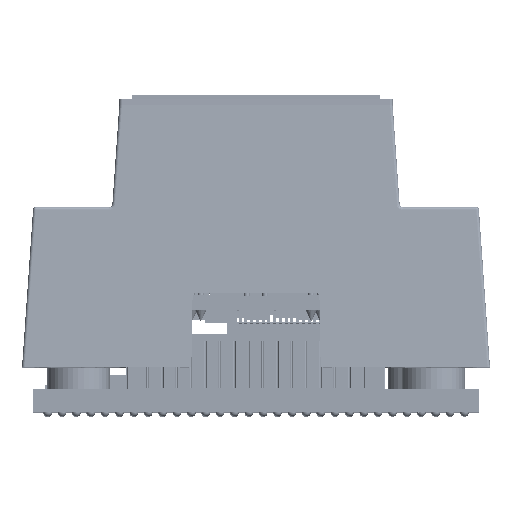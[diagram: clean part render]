
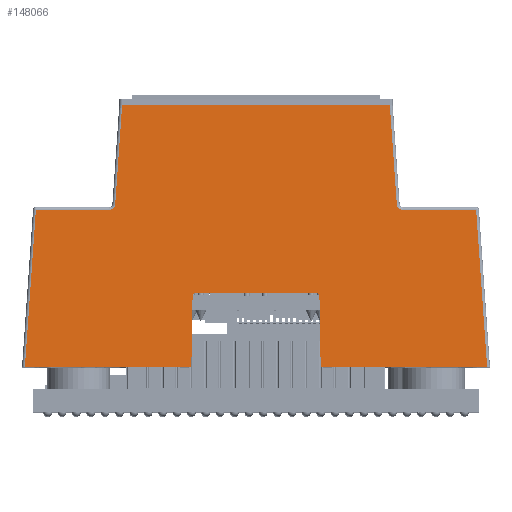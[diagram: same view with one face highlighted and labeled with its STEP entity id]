
A CAD part, top view. The second image highlights one B-rep face of the part: STEP entity #148066.
In plain terms, the highlighted planar face has unit normal (0, 0.07, 0.998).
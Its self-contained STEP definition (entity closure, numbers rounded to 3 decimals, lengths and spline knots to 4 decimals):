
#173=ELLIPSE('',#160570,0.0079,0.0079);
#174=ELLIPSE('',#160571,0.0158,0.0157);
#175=ELLIPSE('',#160572,0.0158,0.0157);
#176=ELLIPSE('',#160573,0.0079,0.0079);
#177=ELLIPSE('',#160574,0.0079,0.0079);
#178=ELLIPSE('',#160575,0.0079,0.0079);
#15967=FACE_OUTER_BOUND('',#23803,.T.);
#23803=EDGE_LOOP('',(#117652,#117653,#117654,#117655,#117656,#117657,#117658,
#117659,#117660,#117661,#117662,#117663,#117664,#117665,#117666,#117667,
#117668,#117669));
#37154=LINE('',#256726,#51018);
#37155=LINE('',#256730,#51019);
#37156=LINE('',#256732,#51020);
#37157=LINE('',#256734,#51021);
#37158=LINE('',#256738,#51022);
#37159=LINE('',#256740,#51023);
#37160=LINE('',#256742,#51024);
#37161=LINE('',#256746,#51025);
#37162=LINE('',#256748,#51026);
#37163=LINE('',#256750,#51027);
#37164=LINE('',#256754,#51028);
#37165=LINE('',#256758,#51029);
#51018=VECTOR('',#192907,0.1894);
#51019=VECTOR('',#192910,0.4482);
#51020=VECTOR('',#192911,0.4341);
#51021=VECTOR('',#192912,0.2016);
#51022=VECTOR('',#192915,0.2724);
#51023=VECTOR('',#192916,0.7333);
#51024=VECTOR('',#192917,0.2724);
#51025=VECTOR('',#192920,0.2016);
#51026=VECTOR('',#192921,0.4341);
#51027=VECTOR('',#192922,0.4482);
#51028=VECTOR('',#192925,0.1894);
#51029=VECTOR('',#192928,0.3317);
#65054=VERTEX_POINT('',#256724);
#65055=VERTEX_POINT('',#256725);
#65056=VERTEX_POINT('',#256727);
#65057=VERTEX_POINT('',#256729);
#65058=VERTEX_POINT('',#256731);
#65059=VERTEX_POINT('',#256733);
#65060=VERTEX_POINT('',#256735);
#65061=VERTEX_POINT('',#256737);
#65062=VERTEX_POINT('',#256739);
#65063=VERTEX_POINT('',#256741);
#65064=VERTEX_POINT('',#256743);
#65065=VERTEX_POINT('',#256745);
#65066=VERTEX_POINT('',#256747);
#65067=VERTEX_POINT('',#256749);
#65068=VERTEX_POINT('',#256751);
#65069=VERTEX_POINT('',#256753);
#65070=VERTEX_POINT('',#256755);
#65071=VERTEX_POINT('',#256757);
#83052=EDGE_CURVE('',#65054,#65055,#37154,.T.);
#83053=EDGE_CURVE('',#65055,#65056,#173,.T.);
#83054=EDGE_CURVE('',#65057,#65056,#37155,.T.);
#83055=EDGE_CURVE('',#65057,#65058,#37156,.T.);
#83056=EDGE_CURVE('',#65058,#65059,#37157,.F.);
#83057=EDGE_CURVE('',#65060,#65059,#174,.T.);
#83058=EDGE_CURVE('',#65060,#65061,#37158,.T.);
#83059=EDGE_CURVE('',#65061,#65062,#37159,.F.);
#83060=EDGE_CURVE('',#65062,#65063,#37160,.F.);
#83061=EDGE_CURVE('',#65064,#65063,#175,.T.);
#83062=EDGE_CURVE('',#65064,#65065,#37161,.F.);
#83063=EDGE_CURVE('',#65065,#65066,#37162,.F.);
#83064=EDGE_CURVE('',#65067,#65066,#37163,.T.);
#83065=EDGE_CURVE('',#65067,#65068,#176,.T.);
#83066=EDGE_CURVE('',#65068,#65069,#37164,.T.);
#83067=EDGE_CURVE('',#65069,#65070,#177,.F.);
#83068=EDGE_CURVE('',#65071,#65070,#37165,.T.);
#83069=EDGE_CURVE('',#65071,#65054,#178,.F.);
#117652=ORIENTED_EDGE('',*,*,#83052,.T.);
#117653=ORIENTED_EDGE('',*,*,#83053,.T.);
#117654=ORIENTED_EDGE('',*,*,#83054,.F.);
#117655=ORIENTED_EDGE('',*,*,#83055,.T.);
#117656=ORIENTED_EDGE('',*,*,#83056,.T.);
#117657=ORIENTED_EDGE('',*,*,#83057,.F.);
#117658=ORIENTED_EDGE('',*,*,#83058,.T.);
#117659=ORIENTED_EDGE('',*,*,#83059,.T.);
#117660=ORIENTED_EDGE('',*,*,#83060,.T.);
#117661=ORIENTED_EDGE('',*,*,#83061,.F.);
#117662=ORIENTED_EDGE('',*,*,#83062,.T.);
#117663=ORIENTED_EDGE('',*,*,#83063,.T.);
#117664=ORIENTED_EDGE('',*,*,#83064,.F.);
#117665=ORIENTED_EDGE('',*,*,#83065,.T.);
#117666=ORIENTED_EDGE('',*,*,#83066,.T.);
#117667=ORIENTED_EDGE('',*,*,#83067,.T.);
#117668=ORIENTED_EDGE('',*,*,#83068,.F.);
#117669=ORIENTED_EDGE('',*,*,#83069,.T.);
#132608=PLANE('',#160569);
#148066=ADVANCED_FACE('',(#15967),#132608,.T.);
#160569=AXIS2_PLACEMENT_3D('',#256723,#192905,#192906);
#160570=AXIS2_PLACEMENT_3D('',#256728,#192908,#192909);
#160571=AXIS2_PLACEMENT_3D('',#256736,#192913,#192914);
#160572=AXIS2_PLACEMENT_3D('',#256744,#192918,#192919);
#160573=AXIS2_PLACEMENT_3D('',#256752,#192923,#192924);
#160574=AXIS2_PLACEMENT_3D('',#256756,#192926,#192927);
#160575=AXIS2_PLACEMENT_3D('',#256759,#192929,#192930);
#192905=DIRECTION('center_axis',(0.,0.07,
0.998));
#192906=DIRECTION('ref_axis',(1.,0.,0.));
#192907=DIRECTION('',(0.017,-0.997,0.07));
#192908=DIRECTION('center_axis',(0.,0.07,
0.998));
#192909=DIRECTION('ref_axis',(0.,0.998,-0.07));
#192910=DIRECTION('',(-1.,0.,0.));
#192911=DIRECTION('',(-0.07,0.995,-0.07));
#192912=DIRECTION('',(1.,0.,0.));
#192913=DIRECTION('center_axis',(0.,0.07,
0.998));
#192914=DIRECTION('ref_axis',(0.,-0.998,
0.07));
#192915=DIRECTION('',(-0.07,0.995,-0.07));
#192916=DIRECTION('',(1.,0.,0.));
#192917=DIRECTION('',(0.07,0.995,-0.07));
#192918=DIRECTION('center_axis',(0.,0.07,
0.998));
#192919=DIRECTION('ref_axis',(0.,0.998,-0.07));
#192920=DIRECTION('',(1.,0.,0.));
#192921=DIRECTION('',(0.07,0.995,-0.07));
#192922=DIRECTION('',(-1.,0.,0.));
#192923=DIRECTION('center_axis',(0.,0.07,
0.998));
#192924=DIRECTION('ref_axis',(0.,-0.998,
0.07));
#192925=DIRECTION('',(0.017,0.997,-0.07));
#192926=DIRECTION('center_axis',(0.,0.07,
0.998));
#192927=DIRECTION('ref_axis',(0.,0.998,-0.07));
#192928=DIRECTION('',(-1.,0.,0.));
#192929=DIRECTION('center_axis',(0.,0.07,
0.998));
#192930=DIRECTION('ref_axis',(0.,0.998,-0.07));
#256723=CARTESIAN_POINT('Origin',(-0.6639,0.4441,
0.3779));
#256724=CARTESIAN_POINT('',(0.1201,0.2015,0.3949));
#256725=CARTESIAN_POINT('',(0.1234,0.0125,0.4081));
#256726=CARTESIAN_POINT('',(0.1201,0.2015,0.3949));
#256727=CARTESIAN_POINT('',(0.1312,0.0048,0.4086));
#256728=CARTESIAN_POINT('Origin',(0.1312,0.0127,0.4081));
#256729=CARTESIAN_POINT('',(0.5794,0.0048,0.4086));
#256730=CARTESIAN_POINT('',(0.5794,0.0048,0.4086));
#256731=CARTESIAN_POINT('',(0.5492,0.4368,0.3784));
#256732=CARTESIAN_POINT('',(0.5794,0.0048,0.4086));
#256733=CARTESIAN_POINT('',(0.3477,0.4368,0.3784));
#256734=CARTESIAN_POINT('',(0.3477,0.4368,0.3784));
#256735=CARTESIAN_POINT('',(0.332,0.4515,0.3774));
#256736=CARTESIAN_POINT('Origin',(0.3477,0.4526,0.3773));
#256737=CARTESIAN_POINT('',(0.313,0.7226,0.3584));
#256738=CARTESIAN_POINT('',(0.332,0.4515,0.3774));
#256739=CARTESIAN_POINT('',(-0.4204,0.7225,0.3584));
#256740=CARTESIAN_POINT('',(-0.4204,0.7226,0.3584));
#256741=CARTESIAN_POINT('',(-0.4393,0.4515,0.3774));
#256742=CARTESIAN_POINT('',(-0.4393,0.4515,0.3774));
#256743=CARTESIAN_POINT('',(-0.455,0.4368,0.3784));
#256744=CARTESIAN_POINT('Origin',(-0.455,0.4526,
0.3773));
#256745=CARTESIAN_POINT('',(-0.6566,0.4368,0.3784));
#256746=CARTESIAN_POINT('',(-0.6566,0.4368,0.3784));
#256747=CARTESIAN_POINT('',(-0.6868,0.0048,0.4086));
#256748=CARTESIAN_POINT('',(-0.6868,0.0048,0.4086));
#256749=CARTESIAN_POINT('',(-0.2386,0.0048,0.4086));
#256750=CARTESIAN_POINT('',(-0.2386,0.0048,0.4086));
#256751=CARTESIAN_POINT('',(-0.2307,0.0125,0.4081));
#256752=CARTESIAN_POINT('Origin',(-0.2386,0.0127,
0.4081));
#256753=CARTESIAN_POINT('',(-0.2274,0.2015,0.3949));
#256754=CARTESIAN_POINT('',(-0.2307,0.0125,0.4081));
#256755=CARTESIAN_POINT('',(-0.2195,0.2092,0.3943));
#256756=CARTESIAN_POINT('Origin',(-0.2195,0.2014,0.3949));
#256757=CARTESIAN_POINT('',(0.1122,0.2092,0.3943));
#256758=CARTESIAN_POINT('',(0.1122,0.2092,0.3943));
#256759=CARTESIAN_POINT('Origin',(0.1122,0.2014,0.3949));
